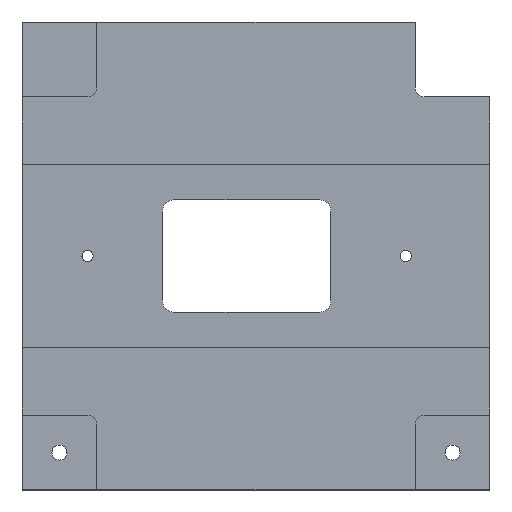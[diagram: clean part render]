
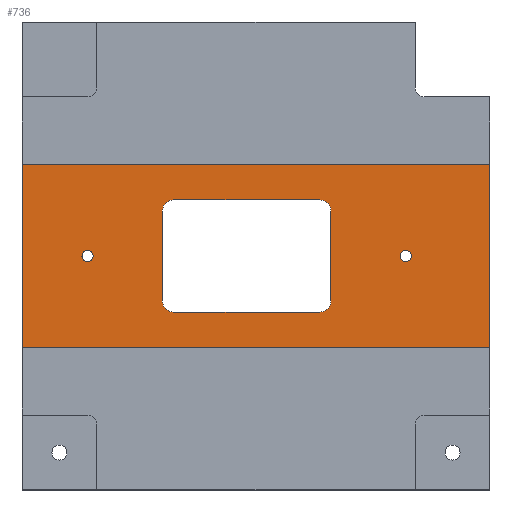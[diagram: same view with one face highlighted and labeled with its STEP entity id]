
A CAD part, top view. The second image highlights one B-rep face of the part: STEP entity #736.
In plain terms, the highlighted planar face has unit normal (0, 0, 1).
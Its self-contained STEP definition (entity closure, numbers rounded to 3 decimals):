
#20=FACE_BOUND('',#112,.T.);
#21=FACE_BOUND('',#113,.T.);
#22=FACE_BOUND('',#114,.T.);
#35=PLANE('',#805);
#69=FACE_OUTER_BOUND('',#111,.T.);
#111=EDGE_LOOP('',(#592,#593,#594,#595));
#112=EDGE_LOOP('',(#596));
#113=EDGE_LOOP('',(#597));
#114=EDGE_LOOP('',(#598,#599,#600,#601,#602,#603,#604,#605));
#138=LINE('',#1058,#219);
#144=LINE('',#1073,#225);
#146=LINE('',#1082,#227);
#151=LINE('',#1094,#232);
#168=LINE('',#1142,#249);
#176=LINE('',#1157,#257);
#178=LINE('',#1162,#259);
#180=LINE('',#1165,#261);
#219=VECTOR('',#855,10.);
#225=VECTOR('',#869,10.);
#227=VECTOR('',#879,10.);
#232=VECTOR('',#892,10.);
#249=VECTOR('',#935,10.);
#257=VECTOR('',#945,10.);
#259=VECTOR('',#949,10.);
#261=VECTOR('',#953,10.);
#296=CIRCLE('',#769,3.);
#298=CIRCLE('',#772,3.);
#300=CIRCLE('',#775,6.);
#302=CIRCLE('',#779,6.);
#304=CIRCLE('',#783,6.);
#306=CIRCLE('',#787,6.);
#320=VERTEX_POINT('',#1036);
#322=VERTEX_POINT('',#1042);
#324=VERTEX_POINT('',#1048);
#325=VERTEX_POINT('',#1049);
#328=VERTEX_POINT('',#1057);
#330=VERTEX_POINT('',#1063);
#331=VERTEX_POINT('',#1064);
#334=VERTEX_POINT('',#1075);
#336=VERTEX_POINT('',#1081);
#338=VERTEX_POINT('',#1087);
#356=VERTEX_POINT('',#1139);
#357=VERTEX_POINT('',#1141);
#363=VERTEX_POINT('',#1155);
#365=VERTEX_POINT('',#1161);
#390=EDGE_CURVE('',#320,#320,#296,.T.);
#393=EDGE_CURVE('',#322,#322,#298,.T.);
#396=EDGE_CURVE('',#324,#325,#300,.T.);
#400=EDGE_CURVE('',#328,#325,#138,.T.);
#403=EDGE_CURVE('',#330,#331,#302,.T.);
#408=EDGE_CURVE('',#324,#331,#144,.T.);
#409=EDGE_CURVE('',#328,#334,#304,.T.);
#412=EDGE_CURVE('',#336,#334,#146,.T.);
#415=EDGE_CURVE('',#336,#338,#306,.T.);
#419=EDGE_CURVE('',#330,#338,#151,.T.);
#442=EDGE_CURVE('',#356,#357,#168,.T.);
#450=EDGE_CURVE('',#363,#356,#176,.T.);
#452=EDGE_CURVE('',#357,#365,#178,.T.);
#454=EDGE_CURVE('',#365,#363,#180,.T.);
#592=ORIENTED_EDGE('',*,*,#452,.F.);
#593=ORIENTED_EDGE('',*,*,#442,.F.);
#594=ORIENTED_EDGE('',*,*,#450,.F.);
#595=ORIENTED_EDGE('',*,*,#454,.F.);
#596=ORIENTED_EDGE('',*,*,#390,.T.);
#597=ORIENTED_EDGE('',*,*,#393,.T.);
#598=ORIENTED_EDGE('',*,*,#400,.T.);
#599=ORIENTED_EDGE('',*,*,#396,.F.);
#600=ORIENTED_EDGE('',*,*,#408,.T.);
#601=ORIENTED_EDGE('',*,*,#403,.F.);
#602=ORIENTED_EDGE('',*,*,#419,.T.);
#603=ORIENTED_EDGE('',*,*,#415,.F.);
#604=ORIENTED_EDGE('',*,*,#412,.T.);
#605=ORIENTED_EDGE('',*,*,#409,.F.);
#736=ADVANCED_FACE('',(#69,#20,#21,#22),#35,.F.);
#769=AXIS2_PLACEMENT_3D('',#1037,#833,#834);
#772=AXIS2_PLACEMENT_3D('',#1043,#840,#841);
#775=AXIS2_PLACEMENT_3D('',#1050,#847,#848);
#779=AXIS2_PLACEMENT_3D('',#1065,#860,#861);
#783=AXIS2_PLACEMENT_3D('',#1076,#872,#873);
#787=AXIS2_PLACEMENT_3D('',#1088,#884,#885);
#805=AXIS2_PLACEMENT_3D('',#1164,#951,#952);
#833=DIRECTION('center_axis',(0.,0.,-1.));
#834=DIRECTION('ref_axis',(-1.,0.,0.));
#840=DIRECTION('center_axis',(0.,0.,-1.));
#841=DIRECTION('ref_axis',(-1.,0.,0.));
#847=DIRECTION('center_axis',(0.,0.,1.));
#848=DIRECTION('ref_axis',(-0.707,0.707,0.));
#855=DIRECTION('',(0.,1.,0.));
#860=DIRECTION('center_axis',(0.,0.,1.));
#861=DIRECTION('ref_axis',(0.707,0.707,0.));
#869=DIRECTION('',(1.,0.,0.));
#872=DIRECTION('center_axis',(0.,0.,1.));
#873=DIRECTION('ref_axis',(-0.707,-0.707,0.));
#879=DIRECTION('',(-1.,0.,0.));
#884=DIRECTION('center_axis',(0.,0.,1.));
#885=DIRECTION('ref_axis',(0.707,-0.707,0.));
#892=DIRECTION('',(0.,-1.,0.));
#935=DIRECTION('',(0.,-1.,0.));
#945=DIRECTION('',(1.,0.,0.));
#949=DIRECTION('',(-1.,0.,0.));
#951=DIRECTION('center_axis',(0.,0.,-1.));
#952=DIRECTION('ref_axis',(-1.,0.,0.));
#953=DIRECTION('',(0.,1.,0.));
#1036=CARTESIAN_POINT('',(38.,125.,12.5));
#1037=CARTESIAN_POINT('Origin',(35.,125.,12.5));
#1042=CARTESIAN_POINT('',(208.,125.,12.5));
#1043=CARTESIAN_POINT('Origin',(205.,125.,12.5));
#1048=CARTESIAN_POINT('',(81.,155.,12.5));
#1049=CARTESIAN_POINT('',(75.,149.,12.5));
#1050=CARTESIAN_POINT('Origin',(81.,149.,12.5));
#1057=CARTESIAN_POINT('',(75.,101.,12.5));
#1058=CARTESIAN_POINT('',(75.,110.,12.5));
#1063=CARTESIAN_POINT('',(165.,149.,12.5));
#1064=CARTESIAN_POINT('',(159.,155.,12.5));
#1065=CARTESIAN_POINT('Origin',(159.,149.,12.5));
#1073=CARTESIAN_POINT('',(100.,155.,12.5));
#1075=CARTESIAN_POINT('',(81.,95.,12.5));
#1076=CARTESIAN_POINT('Origin',(81.,101.,12.5));
#1081=CARTESIAN_POINT('',(159.,95.,12.5));
#1082=CARTESIAN_POINT('',(145.,95.,12.5));
#1087=CARTESIAN_POINT('',(165.,101.,12.5));
#1088=CARTESIAN_POINT('Origin',(159.,101.,12.5));
#1094=CARTESIAN_POINT('',(165.,140.,12.5));
#1139=CARTESIAN_POINT('',(250.,174.,12.5));
#1141=CARTESIAN_POINT('',(250.,76.,12.5));
#1142=CARTESIAN_POINT('',(250.,62.5,12.5));
#1155=CARTESIAN_POINT('',(0.,174.,12.5));
#1157=CARTESIAN_POINT('',(0.,174.,12.5));
#1161=CARTESIAN_POINT('',(0.,76.,12.5));
#1162=CARTESIAN_POINT('',(250.,76.,12.5));
#1164=CARTESIAN_POINT('Origin',(125.,125.,12.5));
#1165=CARTESIAN_POINT('',(0.,187.5,12.5));
